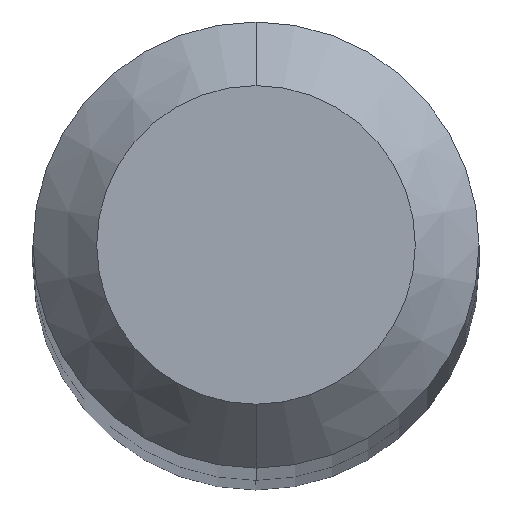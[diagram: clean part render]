
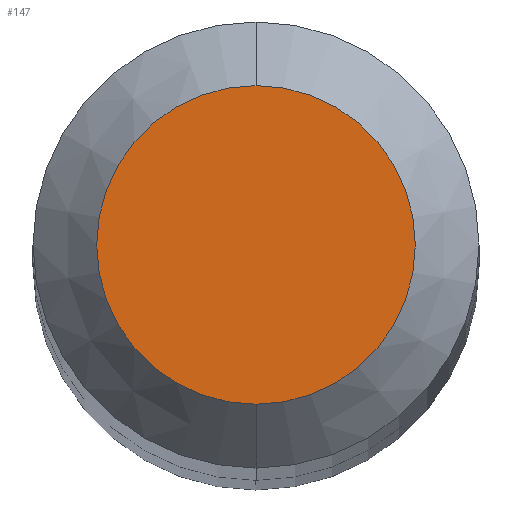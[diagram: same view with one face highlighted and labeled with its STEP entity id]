
A CAD part, top view. The second image highlights one B-rep face of the part: STEP entity #147.
In plain terms, the highlighted planar face has unit normal (0, 0, 1).
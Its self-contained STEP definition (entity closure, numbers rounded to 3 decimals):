
#22 = ORIENTED_EDGE ( 'NONE', *, *, #106, .F. ) ;
#34 = AXIS2_PLACEMENT_3D ( 'NONE', #72, #203, #153 ) ;
#44 = DIRECTION ( 'NONE',  ( 0., 1., 0. ) ) ;
#47 = CARTESIAN_POINT ( 'NONE',  ( 0., -0.5, 40. ) ) ;
#68 = AXIS2_PLACEMENT_3D ( 'NONE', #125, #253, #44 ) ;
#72 = CARTESIAN_POINT ( 'NONE',  ( 0., 0., 40. ) ) ;
#85 = CIRCLE ( 'NONE', #68, 0.5 ) ;
#97 = DIRECTION ( 'NONE',  ( 0., 0., -1. ) ) ;
#106 = EDGE_CURVE ( 'NONE', #327, #163, #292, .T. ) ;
#125 = CARTESIAN_POINT ( 'NONE',  ( 0., 0., 40. ) ) ;
#135 = CARTESIAN_POINT ( 'NONE',  ( 0., 0.5, 40. ) ) ;
#147 = ADVANCED_FACE ( 'NONE', ( #328 ), #173, .F. ) ;
#153 = DIRECTION ( 'NONE',  ( 0., 1., 0. ) ) ;
#155 = AXIS2_PLACEMENT_3D ( 'NONE', #175, #97, #223 ) ;
#160 = EDGE_CURVE ( 'NONE', #163, #327, #85, .T. ) ;
#163 = VERTEX_POINT ( 'NONE', #47 ) ;
#173 = PLANE ( 'NONE',  #155 ) ;
#175 = CARTESIAN_POINT ( 'NONE',  ( 0., 0., 40. ) ) ;
#203 = DIRECTION ( 'NONE',  ( 0., 0., -1. ) ) ;
#223 = DIRECTION ( 'NONE',  ( 0., 1., 0. ) ) ;
#241 = EDGE_LOOP ( 'NONE', ( #22, #266 ) ) ;
#253 = DIRECTION ( 'NONE',  ( 0., 0., -1. ) ) ;
#266 = ORIENTED_EDGE ( 'NONE', *, *, #160, .F. ) ;
#292 = CIRCLE ( 'NONE', #34, 0.5 ) ;
#327 = VERTEX_POINT ( 'NONE', #135 ) ;
#328 = FACE_OUTER_BOUND ( 'NONE', #241, .T. ) ;
